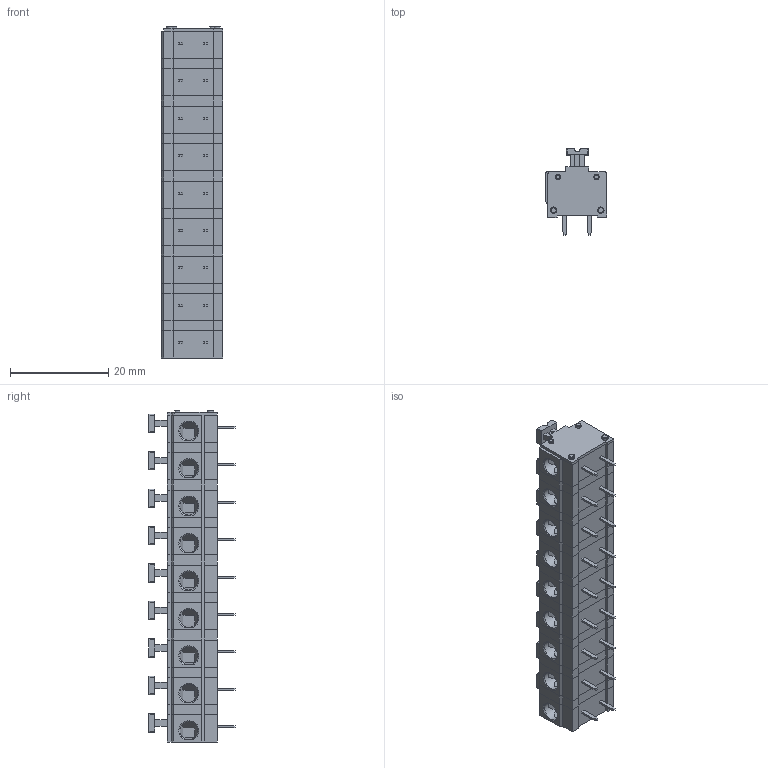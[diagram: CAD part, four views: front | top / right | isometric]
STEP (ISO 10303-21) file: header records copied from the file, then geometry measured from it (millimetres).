
FILE_DESCRIPTION( ( 'Unknown' ), '1' );
FILE_NAME( '691411410009.stp', 'Unknown', ( 'Unknown' ), ( 'Unknown' ), 'PSStep 18.0.17', 'Unknown', ' ' );
FILE_SCHEMA( ( 'AUTOMOTIVE_DESIGN { 1 0 10303 214 1 1 1 1 }' ) );
Length unit declared in the file: millimetre
Products named in the file (4): Assem1; MRT1P7.62_CNT4; MRT1P7.62_CNT2; MRT1P7.62_DX1
Assembly tree (18 placements, depth 2):
  Assem1
    MRT1P7.62_CNT4  x9
    MRT1P7.62_CNT2  x8
    MRT1P7.62_DX1
Bounding box: 12.5 x 17.5 x 67.51 mm (x, y, z)
Volume: 7199.5 mm3; surface area: 9165.6 mm2
Topology: 18 solids, 18 shells, 1027 faces, 2597 edges, 1700 vertices
Faces by surface type: plane 794, cylinder 184, cone 45, torus 4
Full cylindrical faces by diameter (mm): 1.05 x18, 1.1 x2, 1.25 x18, 1.3 x2, 3.7 x9
Entity records: 5483 total; most frequent: CARTESIAN_POINT 772, DIRECTION 727, ORIENTED_EDGE 674, EDGE_CURVE 337, LINE 267, VECTOR 267, VERTEX_POINT 231, AXIS2_PLACEMENT_3D 230
